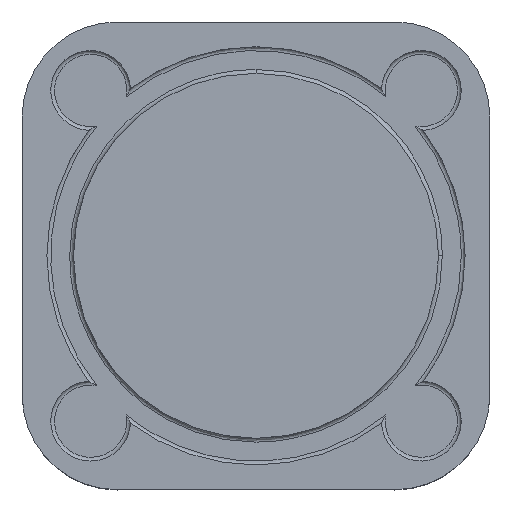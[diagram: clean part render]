
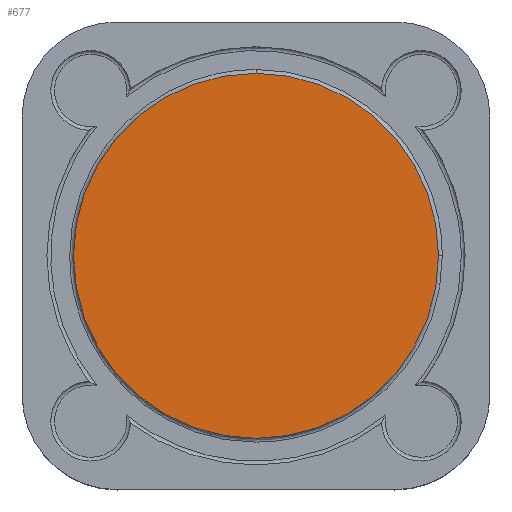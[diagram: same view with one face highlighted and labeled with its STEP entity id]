
A CAD part, top view. The second image highlights one B-rep face of the part: STEP entity #677.
In plain terms, the highlighted planar face has unit normal (0, 0, 1).
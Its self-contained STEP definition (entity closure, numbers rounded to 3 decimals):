
#211 = VERTEX_POINT ( 'NONE', #1224 ) ;
#213 = EDGE_CURVE ( 'NONE', #211, #214, #1223, .T. ) ;
#214 = VERTEX_POINT ( 'NONE', #1218 ) ;
#676 = EDGE_CURVE ( 'NONE', #214, #211, #2642, .T. ) ;
#677 = ADVANCED_FACE ( 'NONE', ( #2685 ), #2671, .T. ) ;
#678 = ORIENTED_EDGE ( 'NONE', *, *, #676, .F. ) ;
#679 = ORIENTED_EDGE ( 'NONE', *, *, #213, .F. ) ;
#681 = EDGE_LOOP ( 'NONE', ( #678, #679 ) ) ;
#1218 = CARTESIAN_POINT ( 'NONE',  ( 4.8, 0., 5.5 ) ) ;
#1219 = DIRECTION ( 'NONE',  ( 1., 0., 0. ) ) ;
#1220 = DIRECTION ( 'NONE',  ( 0., 0., -1. ) ) ;
#1221 = CARTESIAN_POINT ( 'NONE',  ( 0., 0., 5.5 ) ) ;
#1222 = AXIS2_PLACEMENT_3D ( 'NONE', #1221, #1220, #1219 ) ;
#1223 = CIRCLE ( 'NONE', #1222, 4.8 ) ;
#1224 = CARTESIAN_POINT ( 'NONE',  ( -4.8, 0., 5.5 ) ) ;
#2642 = CIRCLE ( 'NONE', #2648, 4.8 ) ;
#2646 = DIRECTION ( 'NONE',  ( 1., 0., 0. ) ) ;
#2647 = DIRECTION ( 'NONE',  ( 0., 0., -1. ) ) ;
#2648 = AXIS2_PLACEMENT_3D ( 'NONE', #2649, #2647, #2646 ) ;
#2649 = CARTESIAN_POINT ( 'NONE',  ( 0., 0., 5.5 ) ) ;
#2665 = DIRECTION ( 'NONE',  ( 1., 0., 0. ) ) ;
#2666 = DIRECTION ( 'NONE',  ( 0., 0., 1. ) ) ;
#2667 = CARTESIAN_POINT ( 'NONE',  ( 0., 0., 5.5 ) ) ;
#2668 = AXIS2_PLACEMENT_3D ( 'NONE', #2667, #2666, #2665 ) ;
#2671 = PLANE ( 'NONE',  #2668 ) ;
#2685 = FACE_OUTER_BOUND ( 'NONE', #681, .T. ) ;
